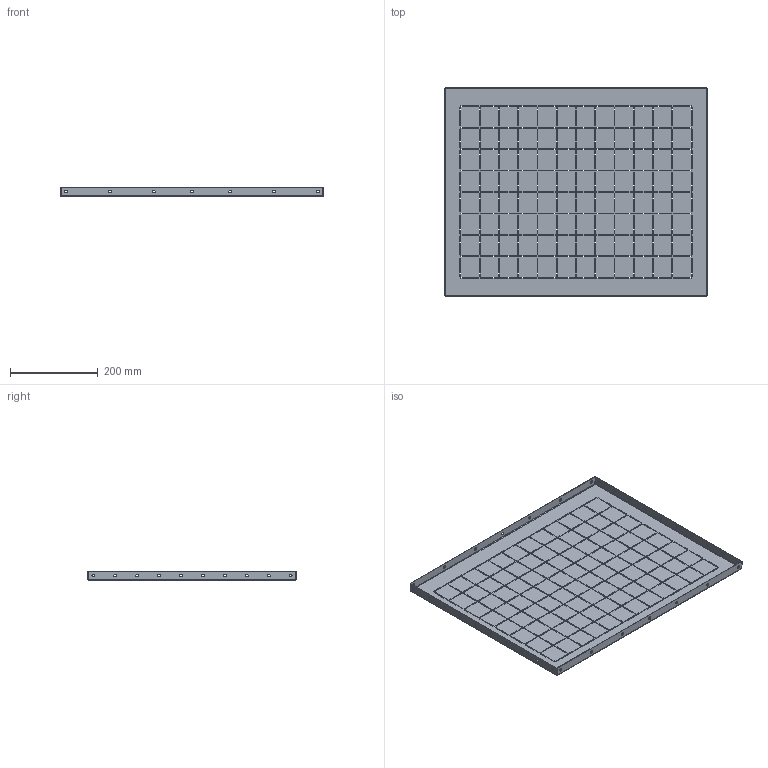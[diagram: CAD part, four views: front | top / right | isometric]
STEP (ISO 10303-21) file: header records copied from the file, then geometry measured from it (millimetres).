
FILE_DESCRIPTION (( 'STEP AP214' ), '1' );
FILE_NAME ('ÌÈ-2561.00.00.001 Ïåðåãîðîäêà âåðòèêàëüíàÿ ïî ãëóáèíå øêàôà 600õ600.STEP', '2022-12-09T06:12:27', ( '' ), ( '' ), 'SwSTEP 2.0', 'SolidWorks 2021', '' );
FILE_SCHEMA (( 'AUTOMOTIVE_DESIGN' ));
Length unit declared in the file: millimetre
Products named in the file (1): ÌÈ-2561.00.00.001 Ïåðåãîðîäêà âåðòèêàëüíàÿ ïî ãëóáèíå øêàôà 600õ600
Bounding box: 599 x 475 x 21 mm (x, y, z)
Volume: 307400.1 mm3; surface area: 636037.2 mm2
Topology: 1 solids, 1 shells, 954 faces, 2824 edges, 1872 vertices
Faces by surface type: plane 870, cylinder 76, bspline 8
Entity records: 32987 total; most frequent: CARTESIAN_POINT 6412, ORIENTED_EDGE 5648, DIRECTION 4826, EDGE_CURVE 2824, LINE 2660, VECTOR 2660, VERTEX_POINT 1872, EDGE_LOOP 1446
